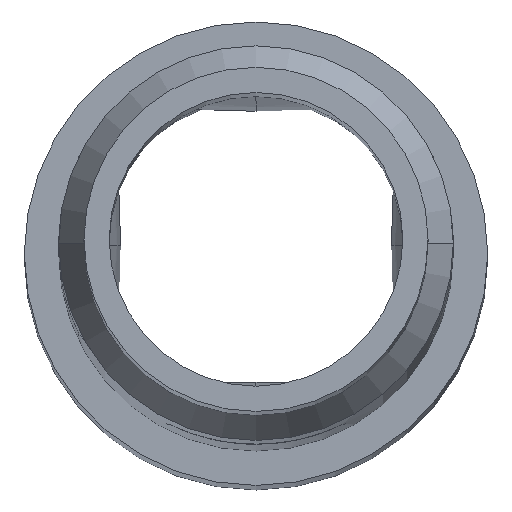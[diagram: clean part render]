
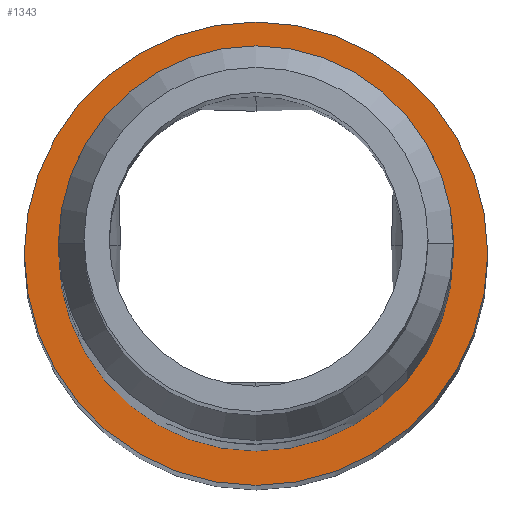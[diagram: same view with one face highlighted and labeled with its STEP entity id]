
A CAD part, top view. The second image highlights one B-rep face of the part: STEP entity #1343.
In plain terms, the highlighted planar face has unit normal (0, 0, 1).
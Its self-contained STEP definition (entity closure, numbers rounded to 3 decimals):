
#4 = CARTESIAN_POINT ( 'NONE',  ( 0., 0., 5.7 ) ) ;
#218 = CARTESIAN_POINT ( 'NONE',  ( -0.43, 0., 5.7 ) ) ;
#222 = CARTESIAN_POINT ( 'NONE',  ( 0.505, 0., 5.7 ) ) ;
#224 = CARTESIAN_POINT ( 'NONE',  ( -0.505, 0., 5.7 ) ) ;
#233 = CARTESIAN_POINT ( 'NONE',  ( 0.43, 0., 5.7 ) ) ;
#242 = DIRECTION ( 'NONE',  ( -1., 0., 0. ) ) ;
#243 = DIRECTION ( 'NONE',  ( 0., 0., -1. ) ) ;
#244 = CARTESIAN_POINT ( 'NONE',  ( 0., 0., 5.7 ) ) ;
#320 = DIRECTION ( 'NONE',  ( -1., 0., 0. ) ) ;
#322 = DIRECTION ( 'NONE',  ( 0., 0., -1. ) ) ;
#323 = CARTESIAN_POINT ( 'NONE',  ( 0., 0., 5.7 ) ) ;
#349 = DIRECTION ( 'NONE',  ( -1., 0., 0. ) ) ;
#350 = DIRECTION ( 'NONE',  ( 0., 0., -1. ) ) ;
#351 = CARTESIAN_POINT ( 'NONE',  ( 0., 0., 5.7 ) ) ;
#481 = DIRECTION ( 'NONE',  ( -1., 0., 0. ) ) ;
#482 = DIRECTION ( 'NONE',  ( 0., 0., -1. ) ) ;
#483 = CARTESIAN_POINT ( 'NONE',  ( 0., 0., 5.7 ) ) ;
#487 = PLANE ( 'NONE',  #574 ) ;
#507 = DIRECTION ( 'NONE',  ( 0., 0., -1. ) ) ;
#508 = DIRECTION ( 'NONE',  ( -1., 0., 0. ) ) ;
#574 = AXIS2_PLACEMENT_3D ( 'NONE', #4, #507, #508 ) ;
#585 = AXIS2_PLACEMENT_3D ( 'NONE', #244, #243, #242 ) ;
#593 = AXIS2_PLACEMENT_3D ( 'NONE', #323, #322, #320 ) ;
#595 = AXIS2_PLACEMENT_3D ( 'NONE', #351, #350, #349 ) ;
#604 = AXIS2_PLACEMENT_3D ( 'NONE', #483, #482, #481 ) ;
#629 = EDGE_CURVE ( 'NONE', #1232, #1235, #1046, .T. ) ;
#658 = EDGE_CURVE ( 'NONE', #1240, #1215, #1011, .T. ) ;
#663 = EDGE_CURVE ( 'NONE', #1215, #1240, #999, .T. ) ;
#674 = EDGE_CURVE ( 'NONE', #1235, #1232, #992, .T. ) ;
#960 = FACE_OUTER_BOUND ( 'NONE', #1074, .T. ) ;
#967 = FACE_BOUND ( 'NONE', #1071, .T. ) ;
#992 = CIRCLE ( 'NONE', #585, 0.505 ) ;
#999 = CIRCLE ( 'NONE', #593, 0.43 ) ;
#1011 = CIRCLE ( 'NONE', #595, 0.43 ) ;
#1046 = CIRCLE ( 'NONE', #604, 0.505 ) ;
#1071 = EDGE_LOOP ( 'NONE', ( #1150, #1149 ) ) ;
#1074 = EDGE_LOOP ( 'NONE', ( #1148, #1147 ) ) ;
#1147 = ORIENTED_EDGE ( 'NONE', *, *, #674, .F. ) ;
#1148 = ORIENTED_EDGE ( 'NONE', *, *, #629, .F. ) ;
#1149 = ORIENTED_EDGE ( 'NONE', *, *, #663, .T. ) ;
#1150 = ORIENTED_EDGE ( 'NONE', *, *, #658, .T. ) ;
#1215 = VERTEX_POINT ( 'NONE', #233 ) ;
#1232 = VERTEX_POINT ( 'NONE', #224 ) ;
#1235 = VERTEX_POINT ( 'NONE', #222 ) ;
#1240 = VERTEX_POINT ( 'NONE', #218 ) ;
#1343 = ADVANCED_FACE ( 'NONE', ( #967, #960 ), #487, .F. ) ;
